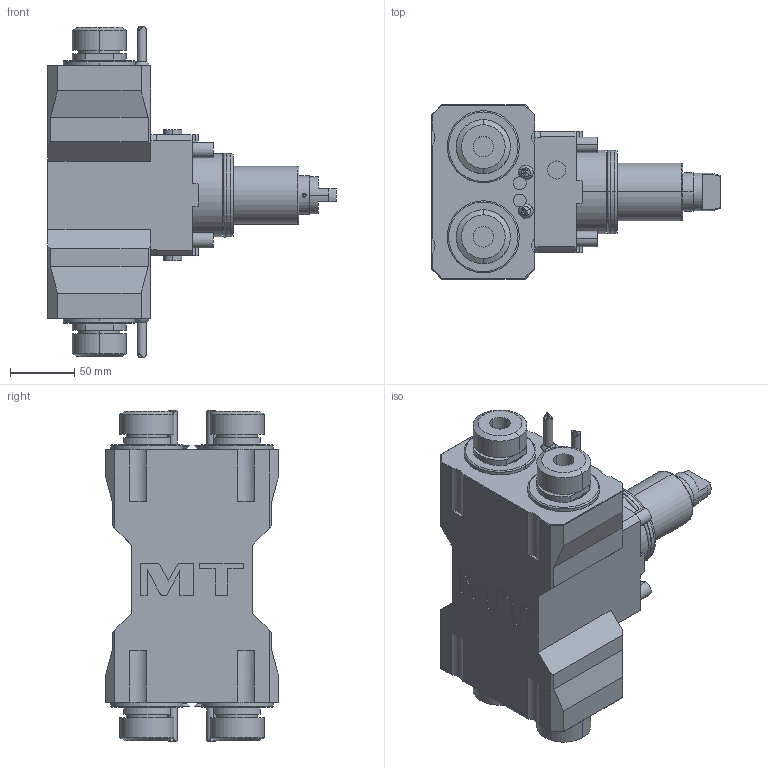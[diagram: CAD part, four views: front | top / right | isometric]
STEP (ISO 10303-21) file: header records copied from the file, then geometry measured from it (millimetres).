
FILE_DESCRIPTION((''),'2;1');
FILE_NAME('DWO1122225_CONF','2023-04-26T14:39:18',('smalpassi'),('M.T. srl'),'CREO PARAMETRIC BY PTC INC, 2021072','CREO PARAMETRIC BY PTC INC, 2021072','');
FILE_SCHEMA(('CONFIG_CONTROL_DESIGN'));
Length unit declared in the file: millimetre
Products named in the file (1): DWO1122225_CONF
Bounding box: 224 x 135 x 257.6 mm (x, y, z)
Volume: 2485219.2 mm3; surface area: 166822.7 mm2
Topology: 1 solids, 1 shells, 460 faces, 1095 edges, 700 vertices
Faces by surface type: plane 216, cylinder 168, cone 42, torus 24, sphere 8, extrusion 2
Entity records: 14323 total; most frequent: CARTESIAN_POINT 3373, DIRECTION 2377, ORIENTED_EDGE 2190, EDGE_CURVE 1095, AXIS2_PLACEMENT_3D 898, VERTEX_POINT 700, VECTOR 581, LINE 579
